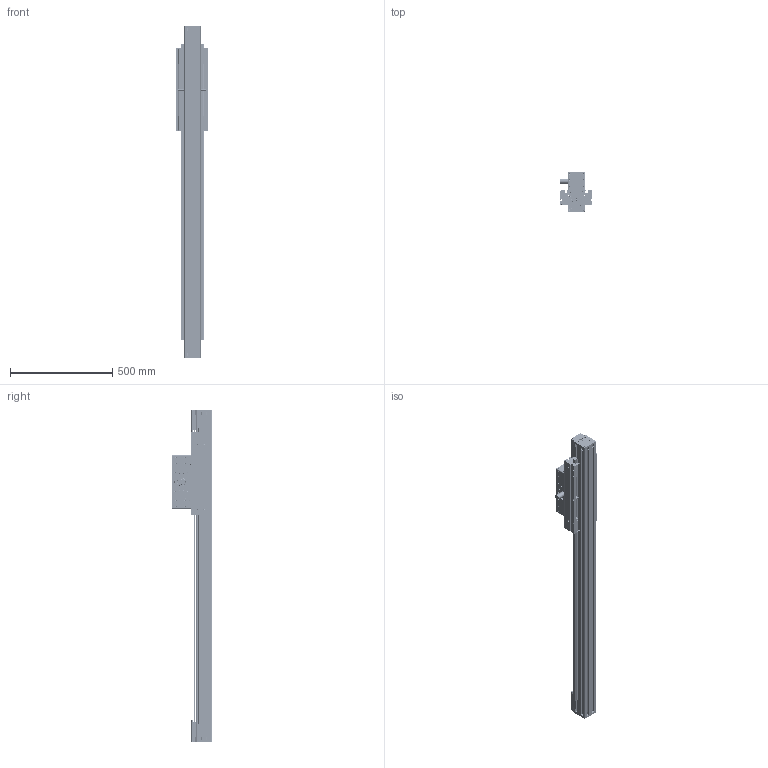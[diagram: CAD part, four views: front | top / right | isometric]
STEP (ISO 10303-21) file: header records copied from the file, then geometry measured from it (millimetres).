
FILE_DESCRIPTION (( 'STEP AP214' ), '1' );
FILE_NAME ('MTZ80S-1000-M25L.STEP', '2023-03-14T10:31:26', ( '' ), ( '' ), 'SwSTEP 2.0', 'SolidWorks 2021', '' );
FILE_SCHEMA (( 'AUTOMOTIVE_DESIGN' ));
Length unit declared in the file: millimetre
Products named in the file (27): A8B101-0680; A8PRM01-F22; VTCEZ0,50-035_ISO 4762 M5 x 35 - 35C-Z; DTM08-M5; A8W005A; VTCEZ1,20-045_ISO 4762 M12 x 45 - 45C-Z; VTSTA0,40-010; A2G006-0444_A2G006-0444; A8W006A; A8W010A; VTCEZ0,60-025_ISO 4762 M6 x 25 - 25C-Z; A8Y001; VSTCE0,60-008_ISO 4026 - M6 x 8-C; A8Y002-M25; VTCEZ0,50-010_ISO 4762 M5 x 10 - 10C-Z; A8W013A; A8X011V; STOPPER-D10-M4; CSR-06008-2RS; TAP-M5; VTCEZ0,60-016_ISO 4762 M6 x 16 - 16C-Z; A2D006LF; SGF68_Circlip DIN 472 - 68 x 2.5; VTCEN0,50-016-FF; A2Y006; A2A001L-0574; MTZ80S-1000-M25L
Assembly tree (220 placements, depth 3):
  MTZ80S-1000-M25L
    A2A001L-0574
    A8W005A  x2
    A8W006A  x2
    STOPPER-D10-M4  x4
    A8PRM01-F22
      A8W010A
      CSR-06008-2RS  x2
      A8Y001  x2
      A8Y002-M25
      SGF68_Circlip DIN 472 - 68 x 2.5  x2
      VTCEZ0,60-016_ISO 4762 M6 x 16 - 16C-Z  x2
      VSTCE0,60-008_ISO 4026 - M6 x 8-C  x2
    A8W013A
    A8B101-0680
    VTCEZ1,20-045_ISO 4762 M12 x 45 - 45C-Z  x2
    VTCEZ0,60-025_ISO 4762 M6 x 25 - 25C-Z  x8
    VTCEZ0,50-035_ISO 4762 M5 x 35 - 35C-Z  x4
    A2G006-0444_A2G006-0444  x2
    VTCEN0,50-016-FF  x48
    DTM08-M5  x48
    A8X011V  x2
    A2D006LF  x4
    VTCEZ0,50-010_ISO 4762 M5 x 10 - 10C-Z  x18
    VTSTA0,40-010  x10
    A2Y006  x2
    TAP-M5  x48
Bounding box: 159.5 x 198 x 1624 mm (x, y, z)
Volume: 7978687.3 mm3; surface area: 2906350.7 mm2
Topology: 323 solids, 327 shells, 7711 faces, 18807 edges, 11574 vertices
Faces by surface type: plane 3220, cylinder 2837, cone 1142, bspline 320, torus 192
Entity records: 83108 total; most frequent: CARTESIAN_POINT 12831, DIRECTION 10610, ORIENTED_EDGE 9552, EDGE_CURVE 4776, AXIS2_PLACEMENT_3D 3987, VERTEX_POINT 3092, VECTOR 2636, LINE 2636
